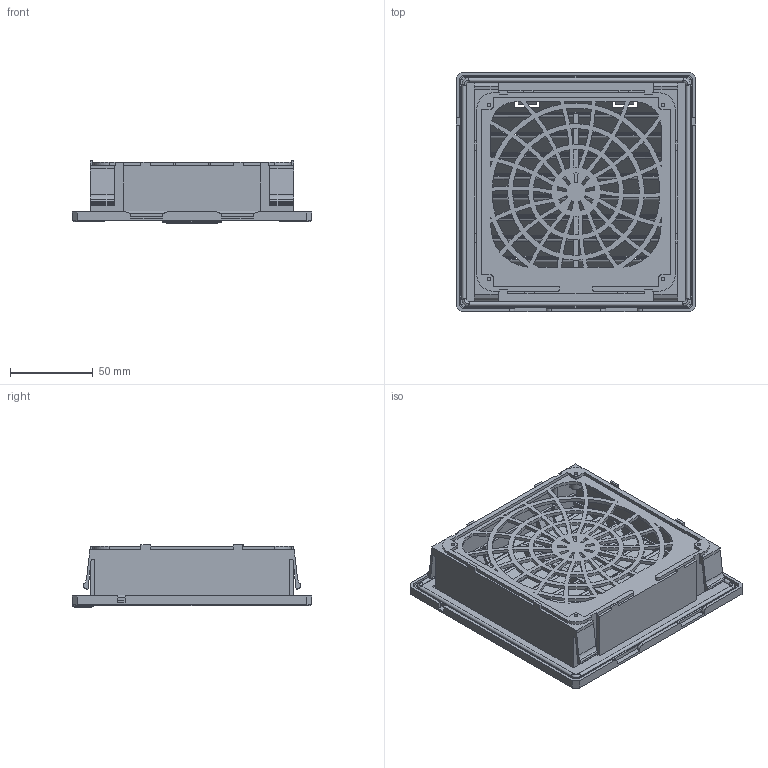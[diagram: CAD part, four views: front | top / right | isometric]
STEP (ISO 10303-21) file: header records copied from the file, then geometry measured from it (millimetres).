
FILE_DESCRIPTION(/* description */ (''),/* implementation_level */ '2;1');
FILE_NAME(/* name */ 'ФВФ 125х125.stp',/* time_stamp */ '2023-11-15T16:42:23+03:00',/* author */ ('Василий'),/* organization */ (''),/* preprocessor_version */ 'ST-DEVELOPER v18.1',/* originating_system */ 'Autodesk Inventor 2021',/* authorisation */ '');
FILE_SCHEMA (('AUTOMOTIVE_DESIGN { 1 0 10303 214 3 1 1 }'));
Products named in the file (1): Фронтальная решетка 
125х125
Bounding box: 145 x 145 x 37.85 mm (x, y, z)
Volume: 123092.7 mm3; surface area: 130812.9 mm2
Topology: 1 solids, 1 shells, 1981 faces, 4754 edges, 3143 vertices
Faces by surface type: plane 1059, cylinder 464, bspline 436, torus 18, cone 4
Full cylindrical faces by diameter (mm): 2.3 x4, 3.4 x1, 3.5 x2, 7 x2, 8.5 x2
Entity records: 72756 total; most frequent: CARTESIAN_POINT 24017, DIRECTION 9722, ORIENTED_EDGE 9508, EDGE_CURVE 4754, AXIS2_PLACEMENT_3D 3620, VERTEX_POINT 3143, EDGE_LOOP 2555, LINE 2482
